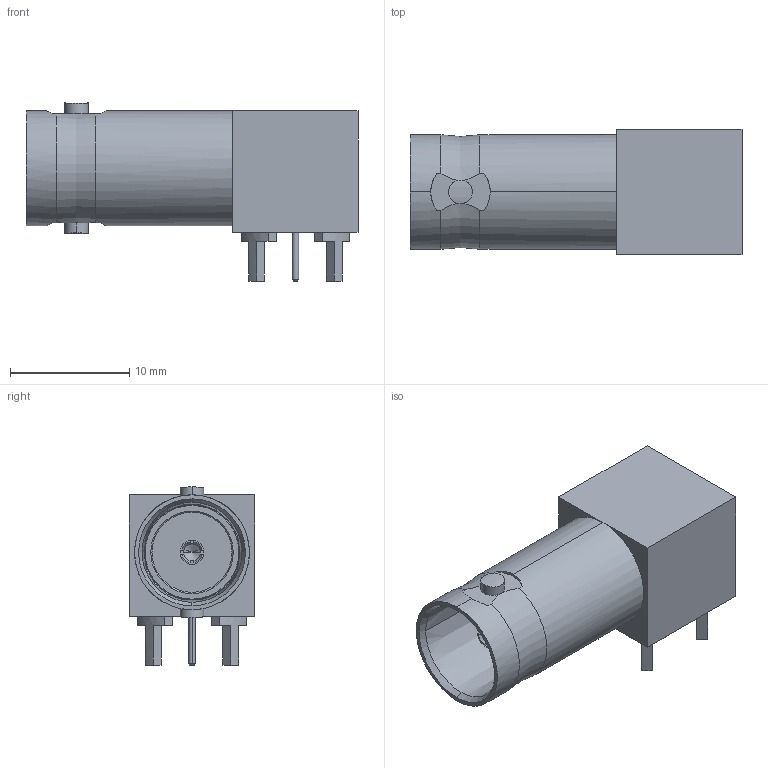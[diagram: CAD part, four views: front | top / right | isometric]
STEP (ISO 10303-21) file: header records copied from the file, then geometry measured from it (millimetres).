
FILE_DESCRIPTION (( 'STEP AP214' ), '1' );
FILE_NAME ('User Library-112778_3d_model.STEP', '2018-08-16T15:33:39', ( '' ), ( '' ), 'SwSTEP 2.0', 'SolidWorks 2018', '' );
FILE_SCHEMA (( 'AUTOMOTIVE_DESIGN' ));
Length unit declared in the file: millimetre
Products named in the file (1): User Library-112778_3d_model
Bounding box: 27.89 x 10.52 x 14.98 mm (x, y, z)
Volume: 1975 mm3; surface area: 1794.3 mm2
Topology: 4 solids, 4 shells, 168 faces, 426 edges, 269 vertices
Faces by surface type: plane 75, cylinder 51, cone 35, bspline 7
Entity records: 6524 total; most frequent: CARTESIAN_POINT 1712, DIRECTION 858, ORIENTED_EDGE 844, EDGE_CURVE 422, AXIS2_PLACEMENT_3D 329, VERTEX_POINT 269, VECTOR 200, LINE 200
